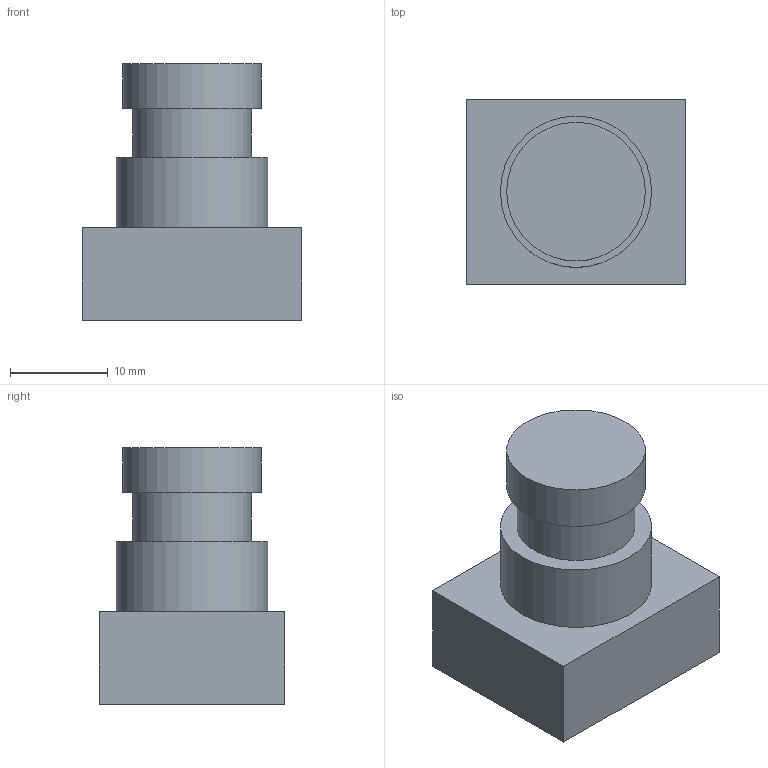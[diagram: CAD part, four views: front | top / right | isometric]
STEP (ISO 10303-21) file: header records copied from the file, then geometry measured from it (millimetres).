
FILE_DESCRIPTION(/* description */ (''),/* implementation_level */ '2;1');
FILE_NAME(/* name */ 'Camera.stp',/* time_stamp */ '2016-04-14T16:45:24-05:00',/* author */ ('Andres'),/* organization */ (''),/* preprocessor_version */ 'ST-DEVELOPER v16.1',/* originating_system */ 'Autodesk Inventor 2016',/* authorisation */ '');
FILE_SCHEMA (('AUTOMOTIVE_DESIGN { 1 0 10303 214 3 1 1 }'));
Length unit declared in the file: millimetre
Products named in the file (1): Camera
Bounding box: 22.5 x 19 x 26.3 mm (x, y, z)
Volume: 6723.3 mm3; surface area: 2476.1 mm2
Topology: 1 solids, 1 shells, 12 faces, 21 edges, 14 vertices
Faces by surface type: plane 9, cylinder 3
Full cylindrical faces by diameter (mm): 12.1 x1, 14.2 x1, 15.5 x1
Entity records: 300 total; most frequent: DIRECTION 50, CARTESIAN_POINT 45, ORIENTED_EDGE 36, AXIS2_PLACEMENT_3D 19, EDGE_LOOP 18, EDGE_CURVE 18, VERTEX_POINT 14, LINE 12
